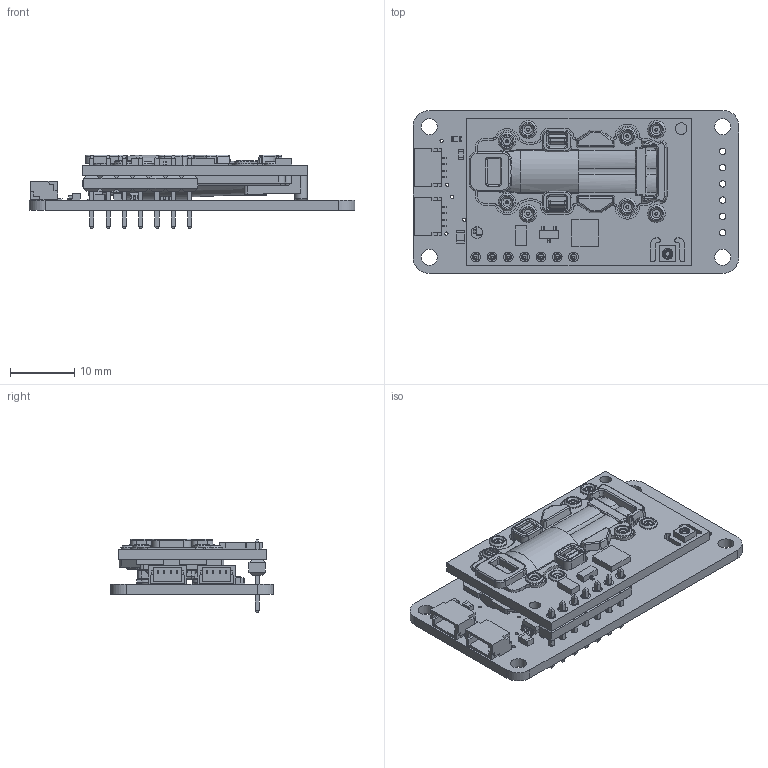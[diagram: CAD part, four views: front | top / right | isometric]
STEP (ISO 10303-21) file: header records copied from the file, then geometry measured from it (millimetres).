
FILE_DESCRIPTION(/* description */ (''),/* implementation_level */ '2;1');
FILE_NAME(/* name */ 'Adafruit SCD30.step',/* time_stamp */ '2021-02-16T08:51:37-05:00',/* author */ (''),/* organization */ (''),/* preprocessor_version */ 'ST-DEVELOPER v18.1',/* originating_system */ 'Autodesk Translation Framework v9.7.0.1280',/* authorisation */ '');
FILE_SCHEMA (('AUTOMOTIVE_DESIGN { 1 0 10303 214 3 1 1 }'));
Length unit declared in the file: millimetre
Products named in the file (12): Adafruit SCD30; PCB Component; Board; 10uF; AP2112K-3.3; 10K; 10K_1; BSS138; STEMMA_I2C_QT; GREEN; SCD30; 1x7-male-header v1
Assembly tree (14 placements, depth 3):
  Adafruit SCD30
    PCB Component
      Board
      10uF  x2
      AP2112K-3.3
      10K  x2
      10K_1
      BSS138
      STEMMA_I2C_QT  x2
      GREEN
      SCD30
      1x7-male-header v1
Bounding box: 50.8 x 25.4 x 11.5 mm (x, y, z)
Volume: 4974.7 mm3; surface area: 7006.4 mm2
Topology: 33 solids, 33 shells, 1598 faces, 4000 edges, 2466 vertices
Faces by surface type: plane 961, cylinder 401, bspline 80, torus 74, cone 53, sphere 29
Full cylindrical faces by diameter (mm): 0.5 x18, 1 x20, 1.3 x8, 1.5 x14, 1.8 x2, 2 x2, 2.5 x4, 2.75 x8
Entity records: 46489 total; most frequent: CARTESIAN_POINT 10199, DIRECTION 7462, ORIENTED_EDGE 7258, EDGE_CURVE 3629, AXIS2_PLACEMENT_3D 2515, LINE 2432, VECTOR 2432, VERTEX_POINT 2256
